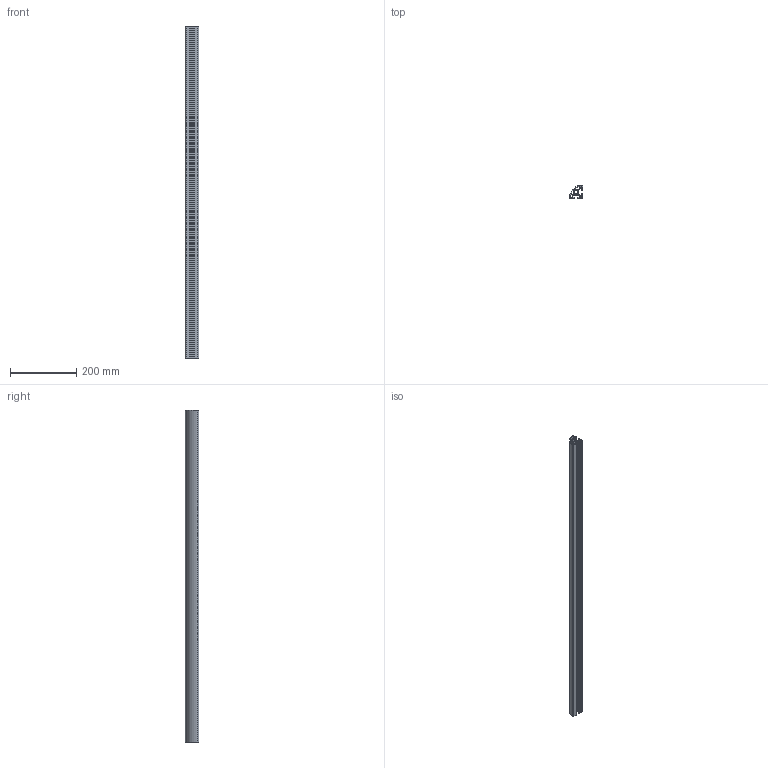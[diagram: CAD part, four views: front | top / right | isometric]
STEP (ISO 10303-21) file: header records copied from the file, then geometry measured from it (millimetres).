
FILE_DESCRIPTION (( 'STEP AP214' ), '1' );
FILE_NAME ('444RX Êîíñòðóêöèîííûé ïðîôèëü 40õ40R.STEP', '2019-11-01T08:58:14', ( 'Windows User' ), ( '' ), 'SwSTEP 2.0', 'SolidWorks 2019', '' );
FILE_SCHEMA (( 'AUTOMOTIVE_DESIGN' ));
Length unit declared in the file: millimetre
Products named in the file (1): 444RX Êîíñòðóêöèîííûé ïðîôèëü 40õ40R
Bounding box: 40 x 40 x 1000 mm (x, y, z)
Volume: 465340.5 mm3; surface area: 427940.9 mm2
Topology: 1 solids, 1 shells, 164 faces, 486 edges, 324 vertices
Faces by surface type: cylinder 83, plane 81
Entity records: 5586 total; most frequent: DIRECTION 982, CARTESIAN_POINT 975, ORIENTED_EDGE 972, EDGE_CURVE 486, AXIS2_PLACEMENT_3D 331, VERTEX_POINT 324, VECTOR 320, LINE 320
